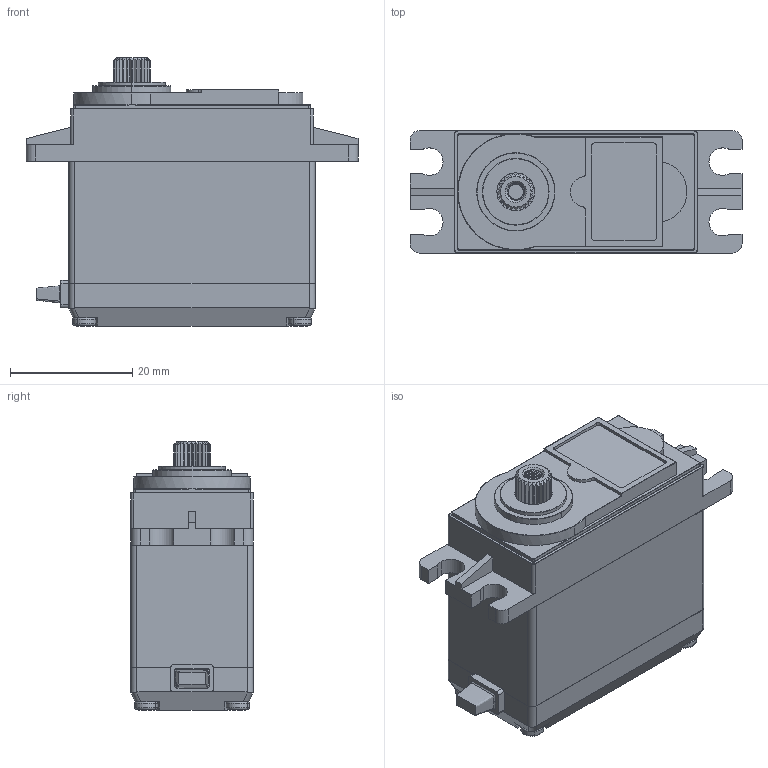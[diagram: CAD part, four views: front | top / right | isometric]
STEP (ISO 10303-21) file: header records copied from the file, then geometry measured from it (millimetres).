
FILE_DESCRIPTION (( 'STEP AP203' ), '1' );
FILE_NAME ('2000-0025-0002.STEP', '2019-03-22T15:09:59', ( '' ), ( '' ), 'SwSTEP 2.0', 'SolidWorks 2016', '' );
FILE_SCHEMA (( 'CONFIG_CONTROL_DESIGN' ));
Length unit declared in the file: millimetre
Products named in the file (1): 2000-0025-0002
Bounding box: 54.3 x 20 x 43.9 mm (x, y, z)
Volume: 30757.7 mm3; surface area: 7527.1 mm2
Topology: 2 solids, 6 shells, 516 faces, 1400 edges, 878 vertices
Faces by surface type: plane 222, cylinder 187, cone 48, torus 35, bspline 24
Entity records: 21643 total; most frequent: CARTESIAN_POINT 9083, ORIENTED_EDGE 2724, DIRECTION 2477, EDGE_CURVE 1362, VERTEX_POINT 878, AXIS2_PLACEMENT_3D 861, VECTOR 755, LINE 755
